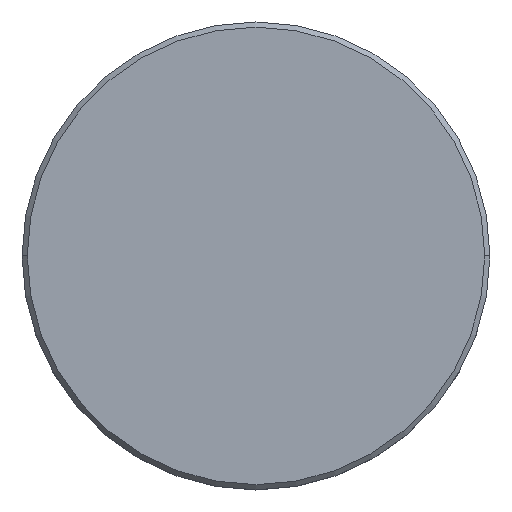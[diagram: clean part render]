
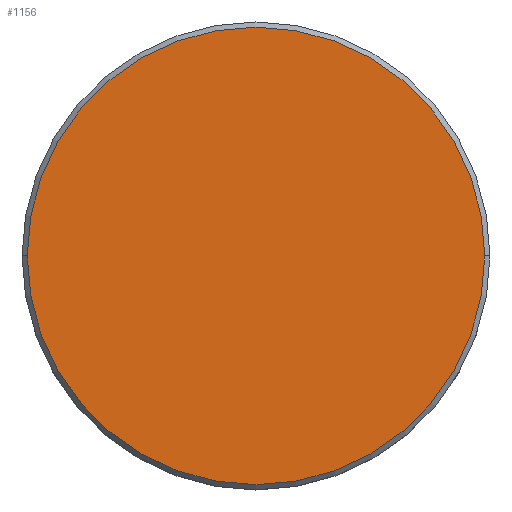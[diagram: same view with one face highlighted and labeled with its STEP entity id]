
A CAD part, top view. The second image highlights one B-rep face of the part: STEP entity #1156.
In plain terms, the highlighted planar face has unit normal (0, 0, 1).
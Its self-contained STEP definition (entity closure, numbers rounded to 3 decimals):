
#7 = VERTEX_POINT ( 'NONE', #183 ) ;
#47 = CARTESIAN_POINT ( 'NONE',  ( 0., 0., 0. ) ) ;
#96 = AXIS2_PLACEMENT_3D ( 'NONE', #131, #323, #565 ) ;
#99 = VERTEX_POINT ( 'NONE', #269 ) ;
#128 = DIRECTION ( 'NONE',  ( 1., 0., 0. ) ) ;
#131 = CARTESIAN_POINT ( 'NONE',  ( 0., 0., 0. ) ) ;
#183 = CARTESIAN_POINT ( 'NONE',  ( -22., 0., 0. ) ) ;
#184 = EDGE_CURVE ( 'NONE', #7, #99, #928, .T. ) ;
#228 = DIRECTION ( 'NONE',  ( 0., 0., 1. ) ) ;
#269 = CARTESIAN_POINT ( 'NONE',  ( 22., 0., 0. ) ) ;
#275 = EDGE_LOOP ( 'NONE', ( #519, #846 ) ) ;
#323 = DIRECTION ( 'NONE',  ( 0., 0., 1. ) ) ;
#378 = DIRECTION ( 'NONE',  ( 0., 0., 1. ) ) ;
#519 = ORIENTED_EDGE ( 'NONE', *, *, #184, .T. ) ;
#565 = DIRECTION ( 'NONE',  ( 1., 0., 0. ) ) ;
#589 = DIRECTION ( 'NONE',  ( 1., 0., 0. ) ) ;
#651 = PLANE ( 'NONE',  #96 ) ;
#707 = AXIS2_PLACEMENT_3D ( 'NONE', #863, #228, #128 ) ;
#770 = FACE_OUTER_BOUND ( 'NONE', #275, .T. ) ;
#846 = ORIENTED_EDGE ( 'NONE', *, *, #1127, .T. ) ;
#863 = CARTESIAN_POINT ( 'NONE',  ( 0., 0., 0. ) ) ;
#928 = CIRCLE ( 'NONE', #707, 22. ) ;
#932 = AXIS2_PLACEMENT_3D ( 'NONE', #47, #378, #589 ) ;
#1039 = CIRCLE ( 'NONE', #932, 22. ) ;
#1127 = EDGE_CURVE ( 'NONE', #99, #7, #1039, .T. ) ;
#1156 = ADVANCED_FACE ( 'NONE', ( #770 ), #651, .T. ) ;
